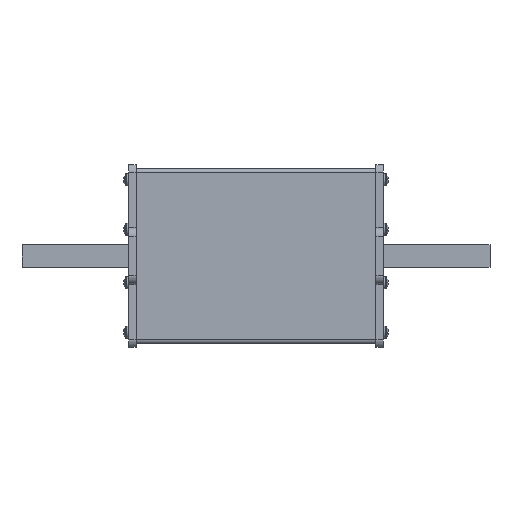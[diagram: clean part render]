
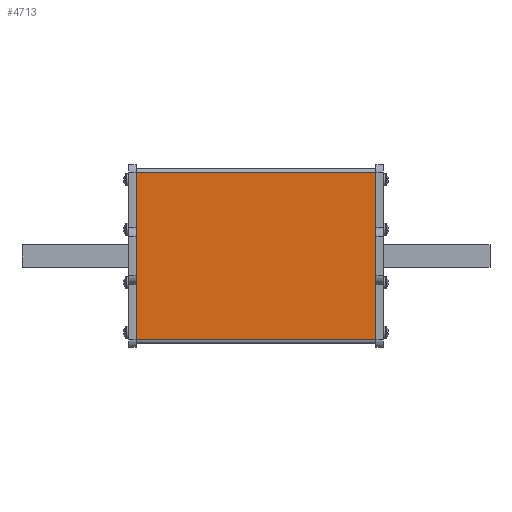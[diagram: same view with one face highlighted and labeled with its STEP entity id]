
A CAD part, left-side view. The second image highlights one B-rep face of the part: STEP entity #4713.
In plain terms, the highlighted planar face has unit normal (-1, 0, 0).
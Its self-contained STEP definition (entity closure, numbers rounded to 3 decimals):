
#156 = DIRECTION ( 'NONE',  ( -1., 0., 0. ) ) ;
#524 = CARTESIAN_POINT ( 'NONE',  ( -20., 2., -22. ) ) ;
#620 = ORIENTED_EDGE ( 'NONE', *, *, #1480, .F. ) ;
#677 = EDGE_CURVE ( 'NONE', #1667, #2852, #3875, .T. ) ;
#753 = CARTESIAN_POINT ( 'NONE',  ( -20., 2., -22. ) ) ;
#814 = VECTOR ( 'NONE', #3657, 1000. ) ;
#854 = CARTESIAN_POINT ( 'NONE',  ( -20., 2., 22. ) ) ;
#898 = DIRECTION ( 'NONE',  ( 0., 0., 1. ) ) ;
#1047 = EDGE_CURVE ( 'NONE', #2529, #3760, #3167, .T. ) ;
#1068 = CARTESIAN_POINT ( 'NONE',  ( -20., 2., 22. ) ) ;
#1105 = FACE_OUTER_BOUND ( 'NONE', #2242, .T. ) ;
#1127 = DIRECTION ( 'NONE',  ( 0., 1., 0. ) ) ;
#1447 = ORIENTED_EDGE ( 'NONE', *, *, #1047, .F. ) ;
#1460 = AXIS2_PLACEMENT_3D ( 'NONE', #4198, #156, #2029 ) ;
#1480 = EDGE_CURVE ( 'NONE', #1667, #2529, #4760, .T. ) ;
#1667 = VERTEX_POINT ( 'NONE', #2508 ) ;
#1967 = CARTESIAN_POINT ( 'NONE',  ( -20., 65., 7.5 ) ) ;
#1976 = LINE ( 'NONE', #1068, #814 ) ;
#2029 = DIRECTION ( 'NONE',  ( 0., 0., 1. ) ) ;
#2082 = VECTOR ( 'NONE', #898, 1000. ) ;
#2242 = EDGE_LOOP ( 'NONE', ( #1447, #620, #3579, #4369 ) ) ;
#2508 = CARTESIAN_POINT ( 'NONE',  ( -20., 2., -22. ) ) ;
#2529 = VERTEX_POINT ( 'NONE', #4693 ) ;
#2539 = CARTESIAN_POINT ( 'NONE',  ( -20., 65., 22. ) ) ;
#2852 = VERTEX_POINT ( 'NONE', #854 ) ;
#3102 = DIRECTION ( 'NONE',  ( 0., 0., 1. ) ) ;
#3167 = LINE ( 'NONE', #1967, #2082 ) ;
#3176 = VECTOR ( 'NONE', #3102, 1000. ) ;
#3517 = PLANE ( 'NONE',  #1460 ) ;
#3579 = ORIENTED_EDGE ( 'NONE', *, *, #677, .T. ) ;
#3657 = DIRECTION ( 'NONE',  ( 0., 1., 0. ) ) ;
#3760 = VERTEX_POINT ( 'NONE', #2539 ) ;
#3875 = LINE ( 'NONE', #524, #3176 ) ;
#4069 = VECTOR ( 'NONE', #1127, 1000. ) ;
#4198 = CARTESIAN_POINT ( 'NONE',  ( -20., 2., 7.5 ) ) ;
#4289 = EDGE_CURVE ( 'NONE', #2852, #3760, #1976, .T. ) ;
#4369 = ORIENTED_EDGE ( 'NONE', *, *, #4289, .T. ) ;
#4693 = CARTESIAN_POINT ( 'NONE',  ( -20., 65., -22. ) ) ;
#4713 = ADVANCED_FACE ( 'NONE', ( #1105 ), #3517, .T. ) ;
#4760 = LINE ( 'NONE', #753, #4069 ) ;
